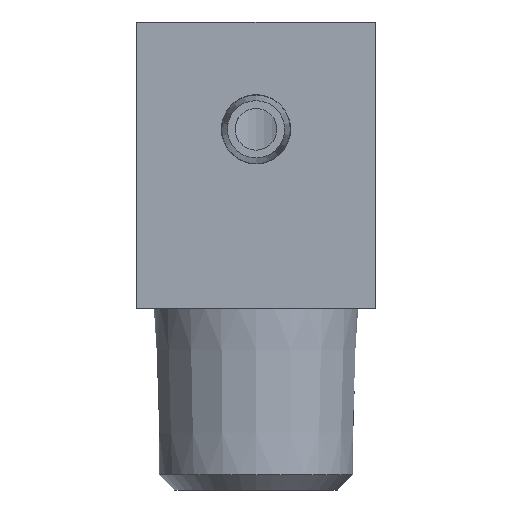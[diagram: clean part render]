
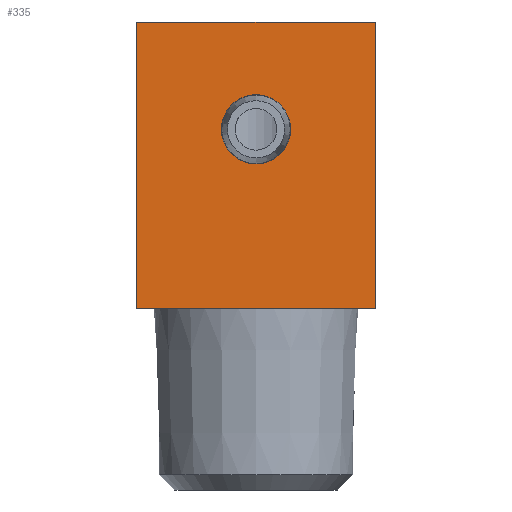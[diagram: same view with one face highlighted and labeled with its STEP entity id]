
A CAD part, left-side view. The second image highlights one B-rep face of the part: STEP entity #335.
In plain terms, the highlighted planar face has unit normal (-1, 0, 0).
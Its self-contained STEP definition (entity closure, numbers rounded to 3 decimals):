
#21=FACE_BOUND('',#62,.T.);
#28=PLANE('',#381);
#41=FACE_OUTER_BOUND('',#61,.T.);
#61=EDGE_LOOP('',(#254,#255,#256,#257));
#62=EDGE_LOOP('',(#258,#259));
#86=LINE('',#584,#106);
#90=LINE('',#597,#110);
#91=LINE('',#598,#111);
#92=LINE('',#599,#112);
#106=VECTOR('',#436,10.);
#110=VECTOR('',#446,10.);
#111=VECTOR('',#447,10.);
#112=VECTOR('',#448,10.);
#131=CIRCLE('',#382,2.9);
#132=CIRCLE('',#383,2.9);
#156=VERTEX_POINT('',#582);
#157=VERTEX_POINT('',#583);
#162=VERTEX_POINT('',#595);
#163=VERTEX_POINT('',#596);
#164=VERTEX_POINT('',#600);
#165=VERTEX_POINT('',#601);
#194=EDGE_CURVE('',#156,#157,#86,.T.);
#200=EDGE_CURVE('',#162,#163,#90,.T.);
#201=EDGE_CURVE('',#157,#162,#91,.T.);
#202=EDGE_CURVE('',#163,#156,#92,.T.);
#203=EDGE_CURVE('',#164,#165,#131,.T.);
#204=EDGE_CURVE('',#165,#164,#132,.T.);
#254=ORIENTED_EDGE('',*,*,#200,.F.);
#255=ORIENTED_EDGE('',*,*,#201,.F.);
#256=ORIENTED_EDGE('',*,*,#194,.F.);
#257=ORIENTED_EDGE('',*,*,#202,.F.);
#258=ORIENTED_EDGE('',*,*,#203,.T.);
#259=ORIENTED_EDGE('',*,*,#204,.T.);
#335=ADVANCED_FACE('',(#41,#21),#28,.T.);
#381=AXIS2_PLACEMENT_3D('',#594,#444,#445);
#382=AXIS2_PLACEMENT_3D('',#602,#449,#450);
#383=AXIS2_PLACEMENT_3D('',#603,#451,#452);
#436=DIRECTION('',(0.,1.,0.));
#444=DIRECTION('center_axis',(-1.,0.,0.));
#445=DIRECTION('ref_axis',(0.,0.,1.));
#446=DIRECTION('',(0.,-1.,0.));
#447=DIRECTION('',(0.,0.,1.));
#448=DIRECTION('',(0.,0.,-1.));
#449=DIRECTION('center_axis',(1.,0.,0.));
#450=DIRECTION('ref_axis',(0.,0.,1.));
#451=DIRECTION('center_axis',(1.,0.,0.));
#452=DIRECTION('ref_axis',(0.,0.,1.));
#582=CARTESIAN_POINT('',(-12.,-10.,-15.));
#583=CARTESIAN_POINT('',(-12.,10.,-15.));
#584=CARTESIAN_POINT('',(-12.,0.,-15.));
#594=CARTESIAN_POINT('Origin',(-12.,0.,-15.));
#595=CARTESIAN_POINT('',(-12.,10.,9.));
#596=CARTESIAN_POINT('',(-12.,-10.,9.));
#597=CARTESIAN_POINT('',(-12.,0.,9.));
#598=CARTESIAN_POINT('',(-12.,10.,-15.));
#599=CARTESIAN_POINT('',(-12.,-10.,-15.));
#600=CARTESIAN_POINT('',(-12.,0.,2.9));
#601=CARTESIAN_POINT('',(-12.,0.,-2.9));
#602=CARTESIAN_POINT('Origin',(-12.,0.,0.));
#603=CARTESIAN_POINT('Origin',(-12.,0.,0.));
